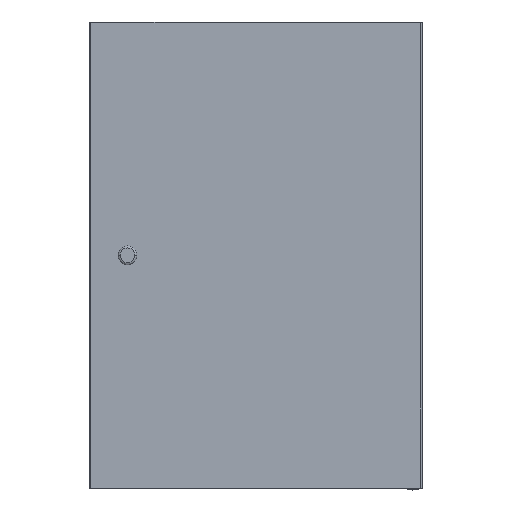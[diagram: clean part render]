
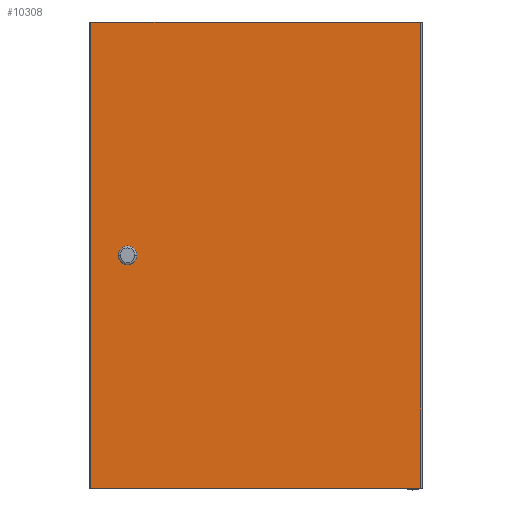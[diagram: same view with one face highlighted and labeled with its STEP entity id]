
A CAD part, top view. The second image highlights one B-rep face of the part: STEP entity #10308.
In plain terms, the highlighted face is planar.
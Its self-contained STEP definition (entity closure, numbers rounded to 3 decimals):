
#16 = CARTESIAN_POINT ( 'NONE',  ( 247.5, 349.25, 0. ) ) ;
#232 = EDGE_CURVE ( 'NONE', #11945, #5247, #7478, .T. ) ;
#452 = VERTEX_POINT ( 'NONE', #16 ) ;
#784 = VECTOR ( 'NONE', #10930, 1000. ) ;
#978 = AXIS2_PLACEMENT_3D ( 'NONE', #12371, #10473, #11418 ) ;
#1252 = DIRECTION ( 'NONE',  ( 0., -1., 0. ) ) ;
#1628 = CARTESIAN_POINT ( 'NONE',  ( 247.5, 349.25, 0. ) ) ;
#1751 = CARTESIAN_POINT ( 'NONE',  ( -247.5, 349.25, 0. ) ) ;
#1853 = CARTESIAN_POINT ( 'NONE',  ( -247.5, -349.25, 0. ) ) ;
#2342 = CIRCLE ( 'NONE', #6182, 14. ) ;
#2742 = CARTESIAN_POINT ( 'NONE',  ( 247.5, 349.25, 0. ) ) ;
#2932 = CARTESIAN_POINT ( 'NONE',  ( 247.5, -349.25, 0. ) ) ;
#3153 = LINE ( 'NONE', #8998, #5213 ) ;
#3643 = AXIS2_PLACEMENT_3D ( 'NONE', #6588, #6644, #4571 ) ;
#3945 = EDGE_CURVE ( 'NONE', #5247, #11945, #2342, .T. ) ;
#4571 = DIRECTION ( 'NONE',  ( -1., 0., 0. ) ) ;
#5213 = VECTOR ( 'NONE', #1252, 1000. ) ;
#5247 = VERTEX_POINT ( 'NONE', #8835 ) ;
#6182 = AXIS2_PLACEMENT_3D ( 'NONE', #10995, #10932, #9109 ) ;
#6588 = CARTESIAN_POINT ( 'NONE',  ( 192.5, 0., 0. ) ) ;
#6616 = DIRECTION ( 'NONE',  ( -1., 0., 0. ) ) ;
#6644 = DIRECTION ( 'NONE',  ( 0., 0., -1. ) ) ;
#6812 = EDGE_CURVE ( 'NONE', #10150, #9698, #3153, .T. ) ;
#7064 = EDGE_LOOP ( 'NONE', ( #10310, #10914 ) ) ;
#7450 = DIRECTION ( 'NONE',  ( 0., 1., 0. ) ) ;
#7463 = EDGE_CURVE ( 'NONE', #9698, #8784, #10992, .T. ) ;
#7478 = CIRCLE ( 'NONE', #3643, 14. ) ;
#7573 = ORIENTED_EDGE ( 'NONE', *, *, #7986, .F. ) ;
#7731 = FACE_OUTER_BOUND ( 'NONE', #10055, .T. ) ;
#7986 = EDGE_CURVE ( 'NONE', #452, #10150, #11353, .T. ) ;
#8494 = FACE_BOUND ( 'NONE', #7064, .T. ) ;
#8784 = VERTEX_POINT ( 'NONE', #2932 ) ;
#8835 = CARTESIAN_POINT ( 'NONE',  ( 206.5, 0., 0. ) ) ;
#8998 = CARTESIAN_POINT ( 'NONE',  ( -247.5, 349.25, 0. ) ) ;
#9033 = VECTOR ( 'NONE', #7450, 1000. ) ;
#9109 = DIRECTION ( 'NONE',  ( -1., 0., 0. ) ) ;
#9167 = CARTESIAN_POINT ( 'NONE',  ( 247.5, -349.25, 0. ) ) ;
#9187 = LINE ( 'NONE', #1628, #9033 ) ;
#9698 = VERTEX_POINT ( 'NONE', #1853 ) ;
#9777 = ORIENTED_EDGE ( 'NONE', *, *, #6812, .F. ) ;
#10055 = EDGE_LOOP ( 'NONE', ( #9777, #7573, #12205, #11765 ) ) ;
#10150 = VERTEX_POINT ( 'NONE', #1751 ) ;
#10222 = VECTOR ( 'NONE', #6616, 1000. ) ;
#10308 = ADVANCED_FACE ( 'NONE', ( #8494, #7731 ), #11544, .T. ) ;
#10310 = ORIENTED_EDGE ( 'NONE', *, *, #3945, .F. ) ;
#10473 = DIRECTION ( 'NONE',  ( 0., 0., -1. ) ) ;
#10511 = EDGE_CURVE ( 'NONE', #8784, #452, #9187, .T. ) ;
#10794 = CARTESIAN_POINT ( 'NONE',  ( 178.5, 0., 0. ) ) ;
#10914 = ORIENTED_EDGE ( 'NONE', *, *, #232, .F. ) ;
#10930 = DIRECTION ( 'NONE',  ( 1., 0., 0. ) ) ;
#10932 = DIRECTION ( 'NONE',  ( 0., 0., -1. ) ) ;
#10992 = LINE ( 'NONE', #9167, #784 ) ;
#10995 = CARTESIAN_POINT ( 'NONE',  ( 192.5, 0., 0. ) ) ;
#11353 = LINE ( 'NONE', #2742, #10222 ) ;
#11418 = DIRECTION ( 'NONE',  ( -1., 0., 0. ) ) ;
#11544 = PLANE ( 'NONE',  #978 ) ;
#11765 = ORIENTED_EDGE ( 'NONE', *, *, #7463, .F. ) ;
#11945 = VERTEX_POINT ( 'NONE', #10794 ) ;
#12205 = ORIENTED_EDGE ( 'NONE', *, *, #10511, .F. ) ;
#12371 = CARTESIAN_POINT ( 'NONE',  ( 0., 0., 0. ) ) ;
